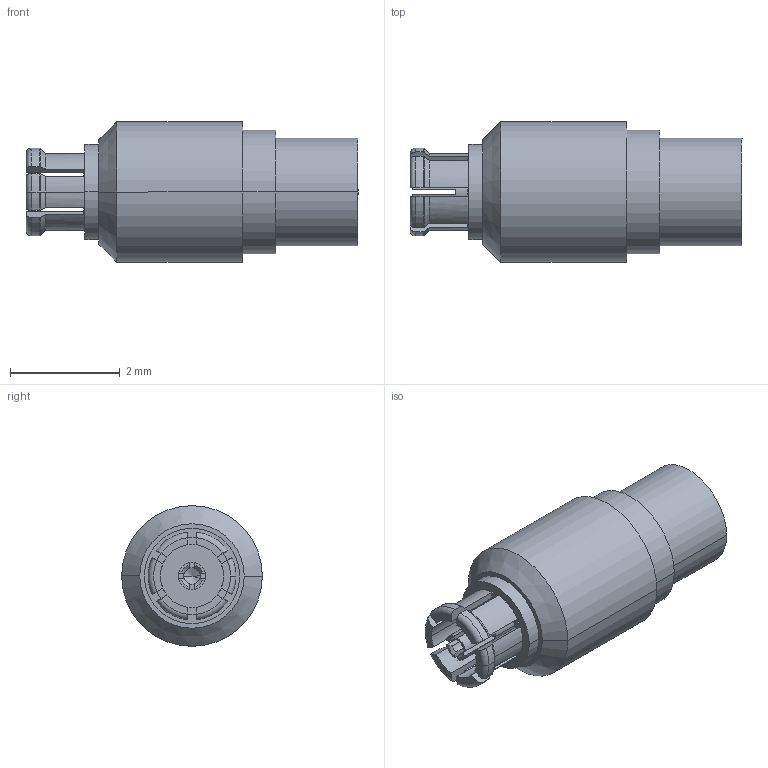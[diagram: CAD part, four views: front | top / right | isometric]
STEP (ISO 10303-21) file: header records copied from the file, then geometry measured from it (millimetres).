
FILE_DESCRIPTION (( 'STEP AP214' ), '1' );
FILE_NAME ('FMCN45893_3D.step', '2023-07-05T18:19:57', ( '' ), ( '' ), 'SwSTEP 2.0', 'SolidWorks 2022', '' );
FILE_SCHEMA (( 'AUTOMOTIVE_DESIGN' ));
Length unit declared in the file: millimetre
Products named in the file (1): FMCN45893_3D
Bounding box: 6.04 x 2.56 x 2.56 mm (x, y, z)
Volume: 19.4 mm3; surface area: 62.3 mm2
Topology: 1 solids, 1 shells, 106 faces, 284 edges, 185 vertices
Faces by surface type: plane 48, cylinder 27, cone 17, torus 14
Entity records: 3648 total; most frequent: CARTESIAN_POINT 922, DIRECTION 570, ORIENTED_EDGE 564, EDGE_CURVE 282, AXIS2_PLACEMENT_3D 225, VERTEX_POINT 185, VECTOR 120, LINE 120
